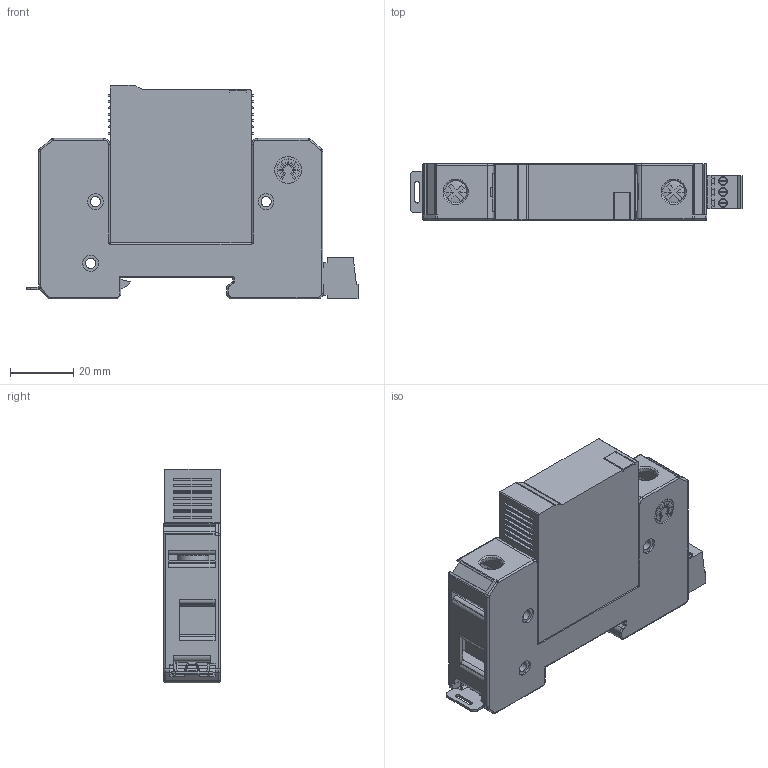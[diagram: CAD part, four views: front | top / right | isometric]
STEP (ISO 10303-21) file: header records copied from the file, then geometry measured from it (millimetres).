
FILE_DESCRIPTION(('Creo Elements/Direct Modeling STEP Export'),'2;1');
FILE_NAME('DS41S-400.stp','2017-01-31T10:48:32',(''),(''),'PTC Creo Elements/Direct Modeling STEP processor for AP214 (Solid Model)','PTC Creo Elements/Direct Modeling 19.0E 27-Jun-2016 (C) Parametric Technology GmbH','');
FILE_SCHEMA(('AUTOMOTIVE_DESIGN { 1 0 10303 214 1 1 1 1 }'));
Length unit declared in the file: millimetre
Products named in the file (2): DS41S-400
Assembly tree (1 placements, depth 2):
  DS41S-400
    DS41S-400
Bounding box: 105.07 x 17.83 x 67.7 mm (x, y, z)
Volume: 82770.6 mm3; surface area: 25288.8 mm2
Topology: 1 solids, 9 shells, 818 faces, 2212 edges, 1424 vertices
Faces by surface type: plane 554, cylinder 213, torus 27, cone 10, bspline 10, sphere 4
Entity records: 35473 total; most frequent: CARTESIAN_POINT 15532, ORIENTED_EDGE 4412, DIRECTION 3798, EDGE_CURVE 2206, VECTOR 1538, LINE 1538, VERTEX_POINT 1424, AXIS2_PLACEMENT_3D 1130
